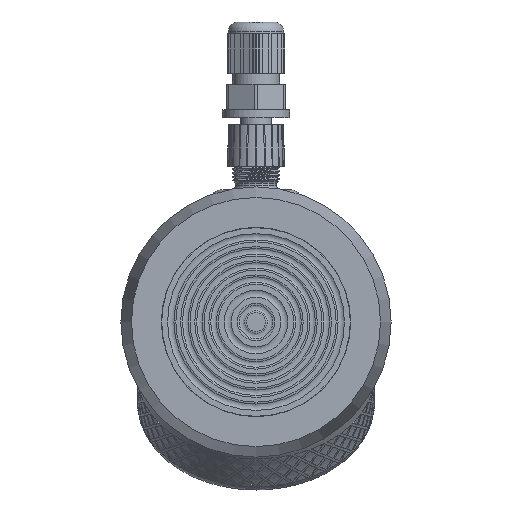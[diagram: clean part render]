
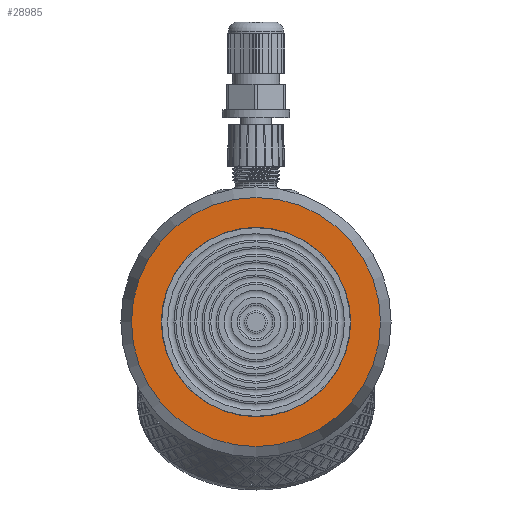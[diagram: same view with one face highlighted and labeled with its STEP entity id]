
A CAD part, left-side view. The second image highlights one B-rep face of the part: STEP entity #28985.
In plain terms, the highlighted planar face has unit normal (-1, 0, 0).
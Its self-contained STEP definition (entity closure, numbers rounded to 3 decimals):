
#1125=FACE_BOUND('',#3853,.T.);
#1500=PLANE('',#31088);
#1991=FACE_OUTER_BOUND('',#3852,.T.);
#3852=EDGE_LOOP('',(#19806));
#3853=EDGE_LOOP('',(#19807));
#5994=CIRCLE('',#31079,24.);
#5999=CIRCLE('',#31089,31.571);
#11780=VERTEX_POINT('',#41898);
#11782=VERTEX_POINT('',#41911);
#14914=EDGE_CURVE('',#11780,#11780,#5994,.T.);
#14920=EDGE_CURVE('',#11782,#11782,#5999,.T.);
#19806=ORIENTED_EDGE('',*,*,#14920,.F.);
#19807=ORIENTED_EDGE('',*,*,#14914,.T.);
#28985=ADVANCED_FACE('',(#1991,#1125),#1500,.T.);
#31079=AXIS2_PLACEMENT_3D('',#41899,#32981,#32982);
#31088=AXIS2_PLACEMENT_3D('',#41910,#33000,#33001);
#31089=AXIS2_PLACEMENT_3D('',#41912,#33002,#33003);
#32981=DIRECTION('center_axis',(1.,0.,0.));
#32982=DIRECTION('ref_axis',(0.,1.,0.));
#33000=DIRECTION('center_axis',(-1.,0.,0.));
#33001=DIRECTION('ref_axis',(0.,0.,1.));
#33002=DIRECTION('center_axis',(1.,0.,0.));
#33003=DIRECTION('ref_axis',(0.,0.,-1.));
#41898=CARTESIAN_POINT('',(-31.,-24.,0.));
#41899=CARTESIAN_POINT('Origin',(-31.,0.,0.));
#41910=CARTESIAN_POINT('Origin',(-31.,31.571,0.));
#41911=CARTESIAN_POINT('',(-31.,-31.571,0.));
#41912=CARTESIAN_POINT('Origin',(-31.,0.,0.));
